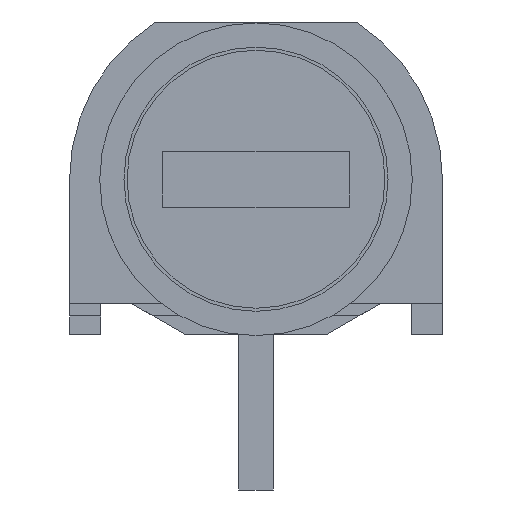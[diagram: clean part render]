
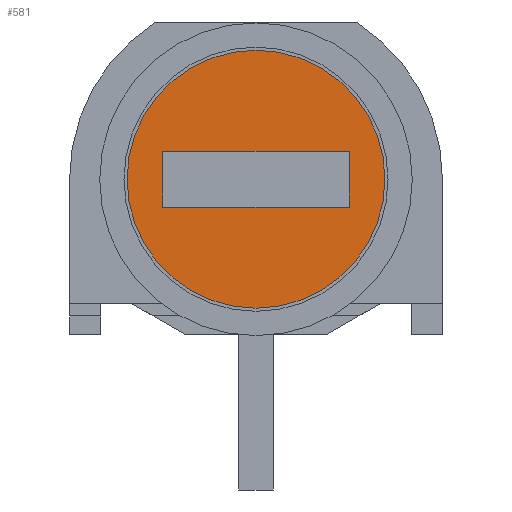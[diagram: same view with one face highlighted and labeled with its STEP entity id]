
A CAD part, left-side view. The second image highlights one B-rep face of the part: STEP entity #581.
In plain terms, the highlighted planar face has unit normal (-1, 0, 0).
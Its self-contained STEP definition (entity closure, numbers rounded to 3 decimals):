
#383=CARTESIAN_POINT('',(-26.25,4.15,5.));
#384=VERTEX_POINT('',#383);
#400=CARTESIAN_POINT('',(-26.25,-4.15,5.));
#401=VERTEX_POINT('',#400);
#408=CARTESIAN_POINT('',(-26.25,0.,5.));
#409=DIRECTION('',(1.0,0.0,0.0));
#410=DIRECTION('',(0.0,1.0,0.0));
#411=AXIS2_PLACEMENT_3D('',#408,#409,#410);
#412=CIRCLE('',#411,4.15);
#413=EDGE_CURVE('',#401,#384,#412,.T.);
#425=CARTESIAN_POINT('',(-26.25,-3.,5.9));
#426=VERTEX_POINT('',#425);
#441=CARTESIAN_POINT('',(-26.25,-3.,4.1));
#442=VERTEX_POINT('',#441);
#449=CARTESIAN_POINT('',(-26.25,-3.,5.9));
#450=DIRECTION('',(0.0,0.0,-1.0));
#451=VECTOR('',#450,1.8);
#452=LINE('',#449,#451);
#453=EDGE_CURVE('',#426,#442,#452,.T.);
#465=CARTESIAN_POINT('',(-26.25,3.,5.9));
#466=VERTEX_POINT('',#465);
#480=CARTESIAN_POINT('',(-26.25,3.0,5.9));
#481=DIRECTION('',(0.0,-1.0,0.0));
#482=VECTOR('',#481,6.0);
#483=LINE('',#480,#482);
#484=EDGE_CURVE('',#466,#426,#483,.T.);
#496=CARTESIAN_POINT('',(-26.25,3.,4.1));
#497=VERTEX_POINT('',#496);
#511=CARTESIAN_POINT('',(-26.25,3.,4.1));
#512=DIRECTION('',(0.0,0.0,1.0));
#513=VECTOR('',#512,1.8);
#514=LINE('',#511,#513);
#515=EDGE_CURVE('',#497,#466,#514,.T.);
#533=CARTESIAN_POINT('',(-26.25,-3.0,4.1));
#534=DIRECTION('',(0.0,1.0,0.0));
#535=VECTOR('',#534,6.0);
#536=LINE('',#533,#535);
#537=EDGE_CURVE('',#442,#497,#536,.T.);
#548=CARTESIAN_POINT('',(-26.25,0.,5.));
#549=DIRECTION('',(1.0,0.0,0.0));
#550=DIRECTION('',(0.0,1.0,0.0));
#551=AXIS2_PLACEMENT_3D('',#548,#549,#550);
#552=CIRCLE('',#551,4.15);
#553=EDGE_CURVE('',#384,#401,#552,.T.);
#566=CARTESIAN_POINT('',(-26.25,0.,5.));
#567=DIRECTION('',(1.0,0.0,0.0));
#568=DIRECTION('',(0.0,0.0,-1.0));
#569=AXIS2_PLACEMENT_3D('',#566,#567,#568);
#570=PLANE('',#569);
#571=ORIENTED_EDGE('',*,*,#553,.F.);
#572=ORIENTED_EDGE('',*,*,#413,.F.);
#573=EDGE_LOOP('',(#571,#572));
#574=FACE_OUTER_BOUND('',#573,.T.);
#575=ORIENTED_EDGE('',*,*,#453,.T.);
#576=ORIENTED_EDGE('',*,*,#537,.T.);
#577=ORIENTED_EDGE('',*,*,#515,.T.);
#578=ORIENTED_EDGE('',*,*,#484,.T.);
#579=EDGE_LOOP('',(#575,#576,#577,#578));
#580=FACE_BOUND('',#579,.T.);
#581=ADVANCED_FACE('',(#574,#580),#570,.F.);
